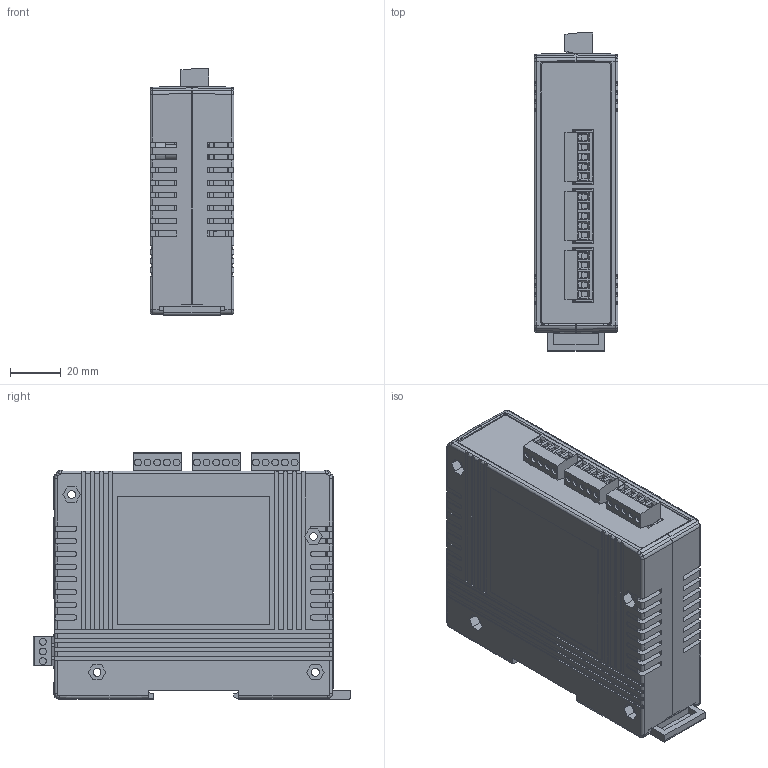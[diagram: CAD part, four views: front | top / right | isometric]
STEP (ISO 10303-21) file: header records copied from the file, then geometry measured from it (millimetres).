
FILE_DESCRIPTION (( 'STEP AP203' ), '1' );
FILE_NAME ('tDS-2235i_20191205.STEP', '2023-09-14T01:38:06', ( 'Windows 使用者' ), ( '' ), 'SwSTEP 2.0', 'SolidWorks 2020', '' );
FILE_SCHEMA (( 'CONFIG_CONTROL_DESIGN' ));
Length unit declared in the file: millimetre
Products named in the file (18): VE-053131000AG; VE-033131000AG; VD-053130000AG; PROFI-2000 滑片(4SI21K0000031); LED x 2_90D; tDS-2235i_PCB; VD-033130000AG; tGW-2235_PCB; tDS-2235i_20191205; 4SI21K0000099; 4SI21K0000053; 2DSD008_MK-22D10; F.G.馬口鐵(4SI21A0000001); 4SI21W0000003; VD-053130000AG_90D; 4SI21W0000002; VD-033130000AG_90D; 2DJ049_RB1-126BHQ1A
Assembly tree (20 placements, depth 4):
  tDS-2235i_20191205
    tDS-2235i_PCB
      tGW-2235_PCB
      2DJ049_RB1-126BHQ1A  x2
      2DSD008_MK-22D10
      VD-033130000AG_90D
        VE-033131000AG
        VD-033130000AG
      VD-053130000AG_90D  x3
        VE-053131000AG
        VD-053130000AG
      LED x 2_90D
    4SI21K0000099
    4SI21W0000003
    F.G.馬口鐵(4SI21A0000001)
    4SI21W0000002
    4SI21K0000053
    PROFI-2000 滑片(4SI21K0000031)
Bounding box: 33 x 125.2 x 97.12 mm (x, y, z)
Volume: 95327.3 mm3; surface area: 125862.3 mm2
Topology: 19 solids, 19 shells, 2412 faces, 6255 edges, 3984 vertices
Faces by surface type: plane 1895, cylinder 395, torus 36, cone 36, bspline 32, sphere 18
Entity records: 56573 total; most frequent: CARTESIAN_POINT 10432, ORIENTED_EDGE 9378, DIRECTION 8843, EDGE_CURVE 4689, LINE 3785, VECTOR 3785, VERTEX_POINT 3026, AXIS2_PLACEMENT_3D 2529
